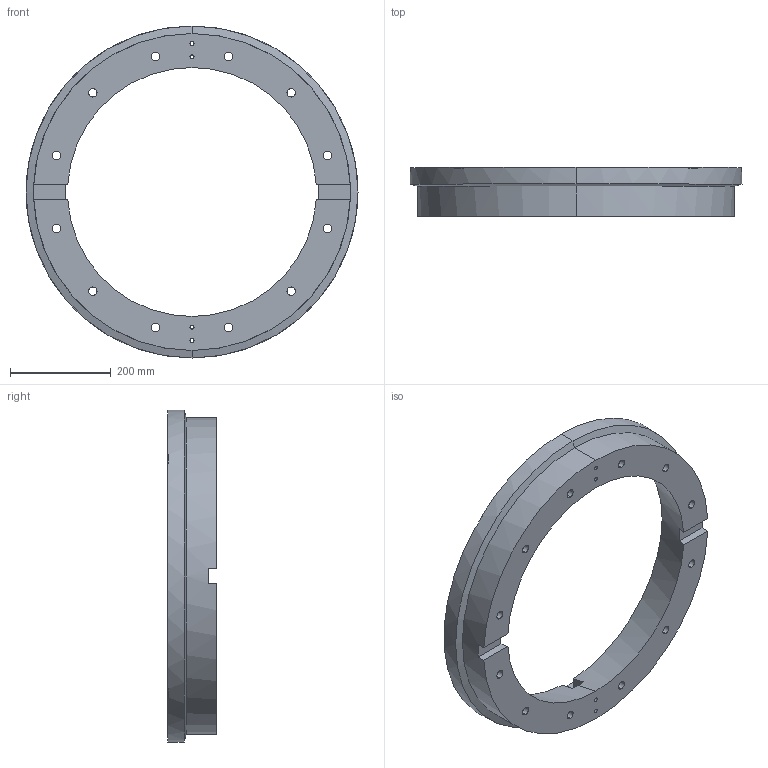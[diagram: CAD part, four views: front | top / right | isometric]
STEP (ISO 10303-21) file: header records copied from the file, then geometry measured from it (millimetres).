
FILE_DESCRIPTION (( 'STEP AP203' ), '1' );
FILE_NAME ('騵艦虐.STEP', '2021-11-21T01:40:59', ( '' ), ( '' ), 'SwSTEP 2.0', 'SolidWorks 2018', '' );
FILE_SCHEMA (( 'CONFIG_CONTROL_DESIGN' ));
Length unit declared in the file: millimetre
Products named in the file (1): 騵艦虐
Bounding box: 660 x 97 x 660 mm (x, y, z)
Volume: 9699927.3 mm3; surface area: 686286.9 mm2
Topology: 1 solids, 1 shells, 109 faces, 284 edges, 188 vertices
Faces by surface type: cylinder 62, plane 43, cone 4
Entity records: 3587 total; most frequent: CARTESIAN_POINT 642, DIRECTION 636, ORIENTED_EDGE 568, EDGE_CURVE 284, AXIS2_PLACEMENT_3D 254, VERTEX_POINT 188, EDGE_LOOP 154, CIRCLE 144
